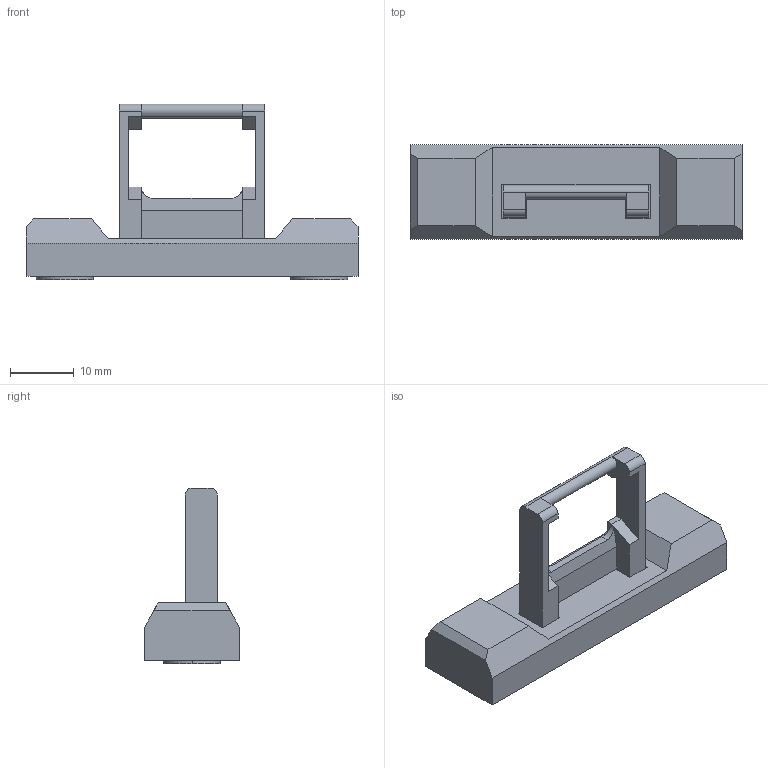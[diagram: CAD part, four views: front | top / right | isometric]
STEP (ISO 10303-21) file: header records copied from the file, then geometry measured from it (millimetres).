
FILE_DESCRIPTION((''),'2;1');
FILE_NAME('212876_ASM','2019-11-07T10:57:03',('pdmadmin'),('BANNER ENGINEERING'),'CREO PARAMETRIC BY PTC INC, 2018300','CREO PARAMETRIC BY PTC INC, 2018300','');
FILE_SCHEMA(('CONFIG_CONTROL_DESIGN'));
Length unit declared in the file: millimetre
Products named in the file (4): 48551---SI-QS-SSA_PART_2; 48551---SI-QS-SSA_PART_1; 48551---SI-QS-SSA_ASM; 212876_ASM
Assembly tree (3 placements, depth 3):
  212876_ASM
    48551---SI-QS-SSA_ASM
      48551---SI-QS-SSA_PART_2
      48551---SI-QS-SSA_PART_1
Bounding box: 52.23 x 14.9 x 27.68 mm (x, y, z)
Volume: 5180.5 mm3; surface area: 6167 mm2
Topology: 2 solids, 2 shells, 116 faces, 296 edges, 194 vertices
Faces by surface type: plane 74, cylinder 38, cone 4
Entity records: 3650 total; most frequent: CARTESIAN_POINT 645, DIRECTION 618, ORIENTED_EDGE 592, EDGE_CURVE 296, VECTOR 212, LINE 212, AXIS2_PLACEMENT_3D 203, VERTEX_POINT 194
